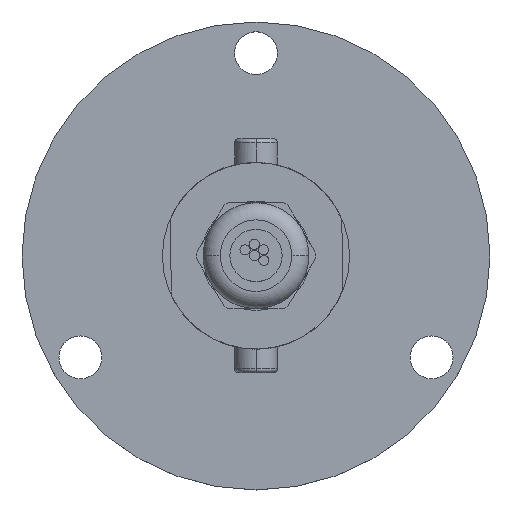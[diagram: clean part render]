
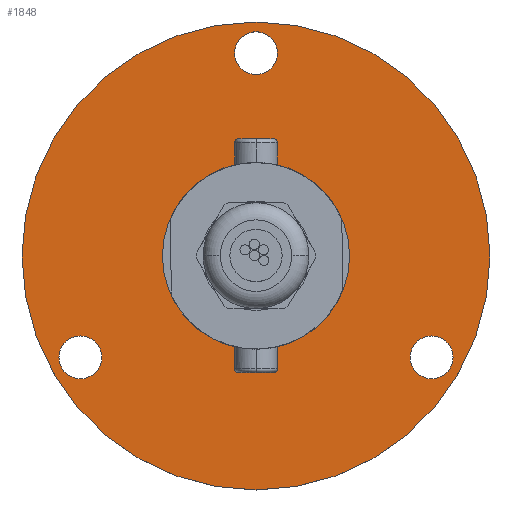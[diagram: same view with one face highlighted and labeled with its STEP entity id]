
A CAD part, top view. The second image highlights one B-rep face of the part: STEP entity #1848.
In plain terms, the highlighted planar face has unit normal (0, 0, 1).
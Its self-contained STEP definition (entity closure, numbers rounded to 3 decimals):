
#53 = VERTEX_POINT ( 'NONE', #199 ) ;
#64 = CARTESIAN_POINT ( 'NONE',  ( 19.767, -13., -4.499 ) ) ;
#130 = EDGE_LOOP ( 'NONE', ( #4232, #3522 ) ) ;
#199 = CARTESIAN_POINT ( 'NONE',  ( -30., 0., -4.499 ) ) ;
#200 = VERTEX_POINT ( 'NONE', #2389 ) ;
#222 = CARTESIAN_POINT ( 'NONE',  ( 0., 26., -4.499 ) ) ;
#285 = ORIENTED_EDGE ( 'NONE', *, *, #2131, .F. ) ;
#311 = VERTEX_POINT ( 'NONE', #3439 ) ;
#381 = FACE_OUTER_BOUND ( 'NONE', #130, .T. ) ;
#404 = AXIS2_PLACEMENT_3D ( 'NONE', #681, #3054, #1020 ) ;
#438 = DIRECTION ( 'NONE',  ( 0., 0., -1. ) ) ;
#450 = EDGE_CURVE ( 'NONE', #2270, #4325, #3810, .T. ) ;
#509 = AXIS2_PLACEMENT_3D ( 'NONE', #2526, #3548, #1531 ) ;
#564 = CARTESIAN_POINT ( 'NONE',  ( 0., 0., -4.499 ) ) ;
#576 = DIRECTION ( 'NONE',  ( 1., 0., 0. ) ) ;
#578 = DIRECTION ( 'NONE',  ( 0., 0., 1. ) ) ;
#579 = AXIS2_PLACEMENT_3D ( 'NONE', #222, #2599, #576 ) ;
#681 = CARTESIAN_POINT ( 'NONE',  ( -22.517, -13., -4.499 ) ) ;
#685 = CARTESIAN_POINT ( 'NONE',  ( 11.432, 0., -4.499 ) ) ;
#851 = CIRCLE ( 'NONE', #1872, 30. ) ;
#954 = DIRECTION ( 'NONE',  ( -1., 0., 0. ) ) ;
#956 = ORIENTED_EDGE ( 'NONE', *, *, #1068, .T. ) ;
#963 = CARTESIAN_POINT ( 'NONE',  ( 2.75, 26., -4.499 ) ) ;
#988 = EDGE_CURVE ( 'NONE', #311, #1023, #3113, .T. ) ;
#996 = CARTESIAN_POINT ( 'NONE',  ( -25.267, -13., -4.499 ) ) ;
#1020 = DIRECTION ( 'NONE',  ( 1., 0., 0. ) ) ;
#1023 = VERTEX_POINT ( 'NONE', #996 ) ;
#1068 = EDGE_CURVE ( 'NONE', #2477, #4047, #1893, .T. ) ;
#1164 = DIRECTION ( 'NONE',  ( 0., 0., -1. ) ) ;
#1172 = FACE_BOUND ( 'NONE', #2690, .T. ) ;
#1294 = FACE_BOUND ( 'NONE', #3068, .T. ) ;
#1331 = EDGE_LOOP ( 'NONE', ( #2309, #285 ) ) ;
#1339 = AXIS2_PLACEMENT_3D ( 'NONE', #1831, #4196, #2178 ) ;
#1377 = CARTESIAN_POINT ( 'NONE',  ( 0., 0., -4.499 ) ) ;
#1449 = EDGE_LOOP ( 'NONE', ( #1869, #1517 ) ) ;
#1517 = ORIENTED_EDGE ( 'NONE', *, *, #2968, .F. ) ;
#1531 = DIRECTION ( 'NONE',  ( -1., 0., 0. ) ) ;
#1536 = EDGE_CURVE ( 'NONE', #1753, #2506, #2106, .T. ) ;
#1601 = DIRECTION ( 'NONE',  ( 0., 0., 1. ) ) ;
#1629 = ORIENTED_EDGE ( 'NONE', *, *, #1836, .T. ) ;
#1676 = CARTESIAN_POINT ( 'NONE',  ( -22.517, -13., -4.499 ) ) ;
#1722 = DIRECTION ( 'NONE',  ( -1., 0., 0. ) ) ;
#1753 = VERTEX_POINT ( 'NONE', #3826 ) ;
#1757 = AXIS2_PLACEMENT_3D ( 'NONE', #1676, #4039, #2017 ) ;
#1831 = CARTESIAN_POINT ( 'NONE',  ( 22.517, -13., -4.499 ) ) ;
#1836 = EDGE_CURVE ( 'NONE', #4047, #2477, #2300, .T. ) ;
#1848 = ADVANCED_FACE ( 'NONE', ( #3991, #2088, #1294, #381, #1172 ), #2860, .F. ) ;
#1869 = ORIENTED_EDGE ( 'NONE', *, *, #988, .F. ) ;
#1872 = AXIS2_PLACEMENT_3D ( 'NONE', #564, #2924, #954 ) ;
#1893 = CIRCLE ( 'NONE', #2664, 11.432 ) ;
#1930 = EDGE_CURVE ( 'NONE', #53, #200, #851, .T. ) ;
#2017 = DIRECTION ( 'NONE',  ( 1., 0., 0. ) ) ;
#2088 = FACE_BOUND ( 'NONE', #1449, .T. ) ;
#2106 = CIRCLE ( 'NONE', #2269, 2.75 ) ;
#2131 = EDGE_CURVE ( 'NONE', #2506, #1753, #3817, .T. ) ;
#2178 = DIRECTION ( 'NONE',  ( -1., 0., 0. ) ) ;
#2269 = AXIS2_PLACEMENT_3D ( 'NONE', #2600, #578, #2940 ) ;
#2270 = VERTEX_POINT ( 'NONE', #963 ) ;
#2300 = CIRCLE ( 'NONE', #3772, 11.432 ) ;
#2309 = ORIENTED_EDGE ( 'NONE', *, *, #1536, .F. ) ;
#2389 = CARTESIAN_POINT ( 'NONE',  ( 30., 0., -4.499 ) ) ;
#2474 = CARTESIAN_POINT ( 'NONE',  ( 0., 0., -4.499 ) ) ;
#2477 = VERTEX_POINT ( 'NONE', #4124 ) ;
#2506 = VERTEX_POINT ( 'NONE', #64 ) ;
#2526 = CARTESIAN_POINT ( 'NONE',  ( 0., 0., -4.499 ) ) ;
#2599 = DIRECTION ( 'NONE',  ( 0., 0., 1. ) ) ;
#2600 = CARTESIAN_POINT ( 'NONE',  ( 22.517, -13., -4.499 ) ) ;
#2616 = EDGE_CURVE ( 'NONE', #4325, #2270, #3270, .T. ) ;
#2664 = AXIS2_PLACEMENT_3D ( 'NONE', #1377, #3742, #1722 ) ;
#2690 = EDGE_LOOP ( 'NONE', ( #1629, #956 ) ) ;
#2800 = DIRECTION ( 'NONE',  ( -1., 0., 0. ) ) ;
#2860 = PLANE ( 'NONE',  #509 ) ;
#2924 = DIRECTION ( 'NONE',  ( 0., 0., -1. ) ) ;
#2940 = DIRECTION ( 'NONE',  ( -1., 0., 0. ) ) ;
#2968 = EDGE_CURVE ( 'NONE', #1023, #311, #2994, .T. ) ;
#2994 = CIRCLE ( 'NONE', #404, 2.75 ) ;
#3054 = DIRECTION ( 'NONE',  ( 0., 0., 1. ) ) ;
#3068 = EDGE_LOOP ( 'NONE', ( #3619, #3074 ) ) ;
#3074 = ORIENTED_EDGE ( 'NONE', *, *, #2616, .F. ) ;
#3113 = CIRCLE ( 'NONE', #1757, 2.75 ) ;
#3200 = CARTESIAN_POINT ( 'NONE',  ( 0., 0., -4.499 ) ) ;
#3270 = CIRCLE ( 'NONE', #579, 2.75 ) ;
#3392 = CIRCLE ( 'NONE', #3615, 30. ) ;
#3439 = CARTESIAN_POINT ( 'NONE',  ( -19.767, -13., -4.499 ) ) ;
#3489 = CARTESIAN_POINT ( 'NONE',  ( -2.75, 26., -4.499 ) ) ;
#3522 = ORIENTED_EDGE ( 'NONE', *, *, #1930, .F. ) ;
#3535 = DIRECTION ( 'NONE',  ( -1., 0., 0. ) ) ;
#3548 = DIRECTION ( 'NONE',  ( 0., 0., -1. ) ) ;
#3615 = AXIS2_PLACEMENT_3D ( 'NONE', #2474, #438, #2800 ) ;
#3617 = CARTESIAN_POINT ( 'NONE',  ( 0., 26., -4.499 ) ) ;
#3619 = ORIENTED_EDGE ( 'NONE', *, *, #450, .F. ) ;
#3742 = DIRECTION ( 'NONE',  ( 0., 0., -1. ) ) ;
#3772 = AXIS2_PLACEMENT_3D ( 'NONE', #3200, #1164, #3535 ) ;
#3810 = CIRCLE ( 'NONE', #4050, 2.75 ) ;
#3817 = CIRCLE ( 'NONE', #1339, 2.75 ) ;
#3826 = CARTESIAN_POINT ( 'NONE',  ( 25.267, -13., -4.499 ) ) ;
#3964 = DIRECTION ( 'NONE',  ( 1., 0., 0. ) ) ;
#3991 = FACE_BOUND ( 'NONE', #1331, .T. ) ;
#4039 = DIRECTION ( 'NONE',  ( 0., 0., 1. ) ) ;
#4047 = VERTEX_POINT ( 'NONE', #685 ) ;
#4050 = AXIS2_PLACEMENT_3D ( 'NONE', #3617, #1601, #3964 ) ;
#4124 = CARTESIAN_POINT ( 'NONE',  ( -11.432, 0., -4.499 ) ) ;
#4196 = DIRECTION ( 'NONE',  ( 0., 0., 1. ) ) ;
#4232 = ORIENTED_EDGE ( 'NONE', *, *, #4306, .F. ) ;
#4306 = EDGE_CURVE ( 'NONE', #200, #53, #3392, .T. ) ;
#4325 = VERTEX_POINT ( 'NONE', #3489 ) ;
